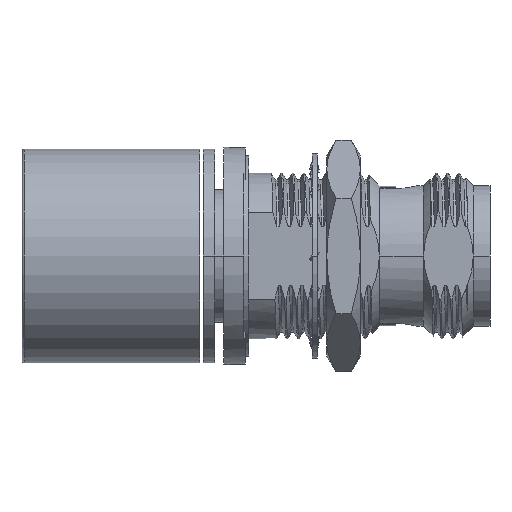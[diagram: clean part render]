
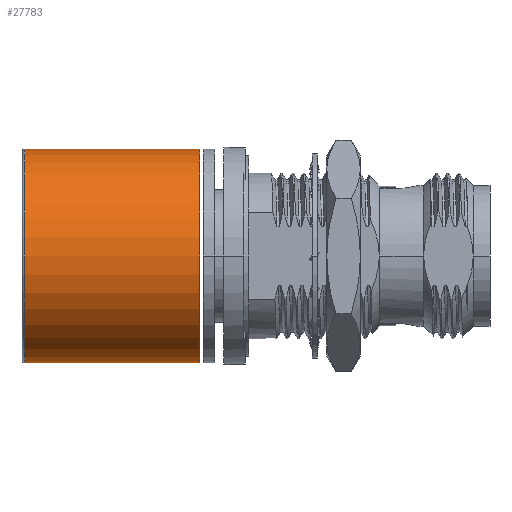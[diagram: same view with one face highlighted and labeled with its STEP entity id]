
A CAD part, front view. The second image highlights one B-rep face of the part: STEP entity #27783.
In plain terms, the highlighted cylindrical face has radius 10.16 mm (diameter 20.32 mm), a partial arc.
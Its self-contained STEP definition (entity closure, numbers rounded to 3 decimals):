
#27455=CARTESIAN_POINT('',(-18.923,0.,0.));
#27456=DIRECTION('',(-1.,0.,0.));
#27457=DIRECTION('',(0.,0.,-1.));
#27458=AXIS2_PLACEMENT_3D('',#27455,#27456,#27457);
#27485=DIRECTION('',(-1.,0.,0.));
#27486=VECTOR('',#27485,16.637);
#27487=CARTESIAN_POINT('',(-2.286,0.,10.16));
#27488=LINE('',#27487,#27486);
#27489=CARTESIAN_POINT('',(-2.286,0.,0.));
#27490=DIRECTION('',(1.,0.,0.));
#27491=DIRECTION('',(0.,0.,1.));
#27492=AXIS2_PLACEMENT_3D('',#27489,#27490,#27491);
#27494=DIRECTION('',(-1.,0.,0.));
#27495=VECTOR('',#27494,16.637);
#27496=CARTESIAN_POINT('',(-2.286,0.,-10.16));
#27497=LINE('',#27496,#27495);
#27662=CARTESIAN_POINT('',(-2.286,0.,-10.16));
#27663=CARTESIAN_POINT('',(-2.286,0.,10.16));
#27664=VERTEX_POINT('',#27662);
#27665=VERTEX_POINT('',#27663);
#27690=CARTESIAN_POINT('',(-18.923,0.,-10.16));
#27691=CARTESIAN_POINT('',(-18.923,0.,10.16));
#27692=VERTEX_POINT('',#27690);
#27693=VERTEX_POINT('',#27691);
#27771=CARTESIAN_POINT('',(-20.292,0.,0.));
#27772=DIRECTION('',(1.,0.,0.));
#27773=DIRECTION('',(0.,0.,1.));
#27774=AXIS2_PLACEMENT_3D('',#27771,#27772,#27773);
#27775=CYLINDRICAL_SURFACE('',#27774,10.16);
#27776=ORIENTED_EDGE('',*,*,#27736,.T.);
#27777=ORIENTED_EDGE('',*,*,#27766,.F.);
#27779=ORIENTED_EDGE('',*,*,#27778,.T.);
#27780=ORIENTED_EDGE('',*,*,#27762,.T.);
#27781=EDGE_LOOP('',(#27776,#27777,#27779,#27780));
#27782=FACE_OUTER_BOUND('',#27781,.F.);
#27459=CIRCLE('',#27458,10.16);
#27493=CIRCLE('',#27492,10.16);
#27736=EDGE_CURVE('',#27692,#27693,#27459,.T.);
#27762=EDGE_CURVE('',#27664,#27692,#27497,.T.);
#27766=EDGE_CURVE('',#27665,#27693,#27488,.T.);
#27778=EDGE_CURVE('',#27665,#27664,#27493,.T.);
#27783=ADVANCED_FACE('',(#27782),#27775,.T.);
